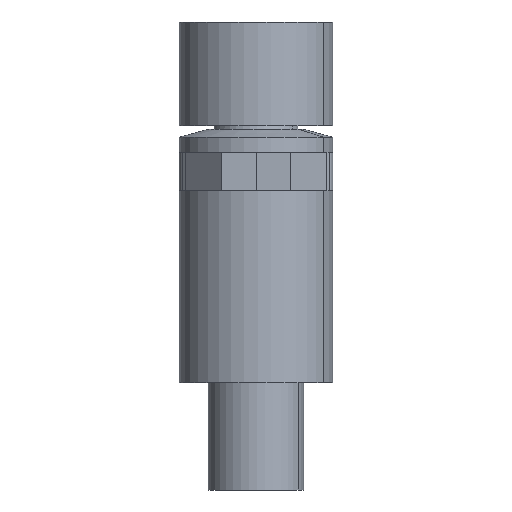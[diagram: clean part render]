
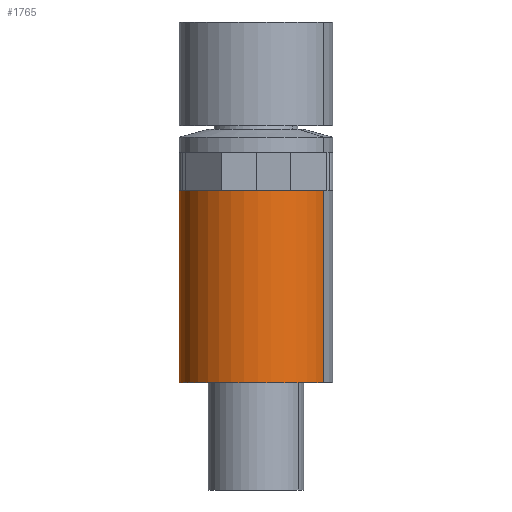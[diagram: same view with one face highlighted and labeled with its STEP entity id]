
A CAD part, left-side view. The second image highlights one B-rep face of the part: STEP entity #1765.
In plain terms, the highlighted cylindrical face has radius 2 mm (diameter 4 mm), a partial arc.
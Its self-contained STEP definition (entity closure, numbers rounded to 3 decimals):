
#1712=AXIS2_PLACEMENT_3D('Cylinder Axis2P3D',#1709,#1710,#1711) ;
#1751=AXIS2_PLACEMENT_3D('Circle Axis2P3D',#1749,#1750,$) ;
#1756=AXIS2_PLACEMENT_3D('Circle Axis2P3D',#1754,#1755,$) ;
#1709=CARTESIAN_POINT('Axis2P3D Location',(2.,2.,4.75)) ;
#1718=CARTESIAN_POINT('Vertex',(2.959,3.755,2.8)) ;
#1720=CARTESIAN_POINT('Vertex',(1.041,0.245,2.8)) ;
#1723=CARTESIAN_POINT('Line Origine',(2.959,3.755,5.997)) ;
#1727=CARTESIAN_POINT('Vertex',(2.959,3.755,7.807)) ;
#1734=CARTESIAN_POINT('Vertex',(1.041,0.245,7.807)) ;
#1737=CARTESIAN_POINT('Line Origine',(1.041,0.245,5.997)) ;
#1749=CARTESIAN_POINT('Axis2P3D Location',(2.,2.,2.8)) ;
#1754=CARTESIAN_POINT('Axis2P3D Location',(2.,2.,7.807)) ;
#1710=DIRECTION('Axis2P3D Direction',(0.,0.,-1.)) ;
#1711=DIRECTION('Axis2P3D XDirection',(0.479,0.878,0.)) ;
#1724=DIRECTION('Vector Direction',(0.,0.,-1.)) ;
#1738=DIRECTION('Vector Direction',(0.,0.,-1.)) ;
#1750=DIRECTION('Axis2P3D Direction',(0.,0.,-1.)) ;
#1755=DIRECTION('Axis2P3D Direction',(0.,0.,-1.)) ;
#1725=VECTOR('Line Direction',#1724,1.) ;
#1739=VECTOR('Line Direction',#1738,1.) ;
#1760=ORIENTED_EDGE('',*,*,#1753,.F.) ;
#1761=ORIENTED_EDGE('',*,*,#1741,.T.) ;
#1762=ORIENTED_EDGE('',*,*,#1758,.T.) ;
#1763=ORIENTED_EDGE('',*,*,#1729,.F.) ;
#1765=ADVANCED_FACE('K\X2\00F6\X0\rper.25',(#1764),#1713,.T.) ;
#1752=CIRCLE('generated circle',#1751,2.) ;
#1757=CIRCLE('generated circle',#1756,2.) ;
#1713=CYLINDRICAL_SURFACE('generated cylinder',#1712,2.) ;
#1729=EDGE_CURVE('',#1719,#1728,#1726,.F.) ;
#1741=EDGE_CURVE('',#1721,#1735,#1740,.F.) ;
#1753=EDGE_CURVE('',#1721,#1719,#1752,.T.) ;
#1758=EDGE_CURVE('',#1735,#1728,#1757,.T.) ;
#1759=EDGE_LOOP('',(#1760,#1761,#1762,#1763)) ;
#1764=FACE_OUTER_BOUND('',#1759,.T.) ;
#1726=LINE('Line',#1723,#1725) ;
#1740=LINE('Line',#1737,#1739) ;
#1719=VERTEX_POINT('',#1718) ;
#1721=VERTEX_POINT('',#1720) ;
#1728=VERTEX_POINT('',#1727) ;
#1735=VERTEX_POINT('',#1734) ;
